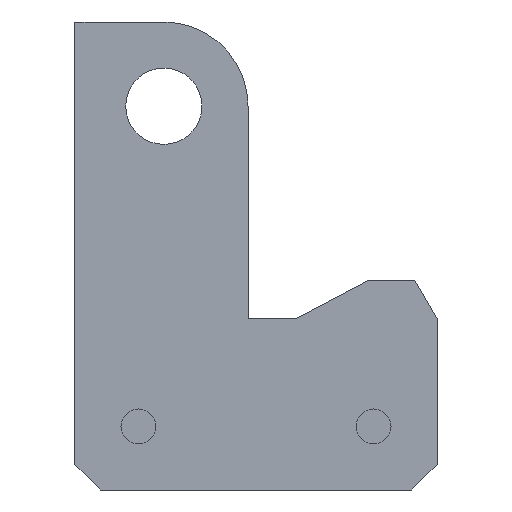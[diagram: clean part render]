
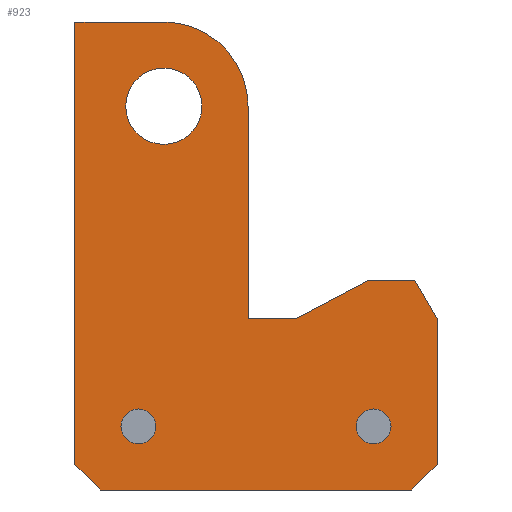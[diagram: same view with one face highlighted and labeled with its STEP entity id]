
A CAD part, front view. The second image highlights one B-rep face of the part: STEP entity #923.
In plain terms, the highlighted planar face has unit normal (0, -1, 0).
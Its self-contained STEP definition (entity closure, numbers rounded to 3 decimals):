
#15=FACE_BOUND('',#132,.T.);
#16=FACE_BOUND('',#133,.T.);
#17=FACE_BOUND('',#134,.T.);
#38=PLANE('',#995);
#83=FACE_OUTER_BOUND('',#131,.T.);
#131=EDGE_LOOP('',(#698,#699,#700,#701,#702,#703,#704,#705,#706,#707,#708,
#709));
#132=EDGE_LOOP('',(#710));
#133=EDGE_LOOP('',(#711,#712));
#134=EDGE_LOOP('',(#713,#714));
#201=LINE('',#1383,#298);
#209=LINE('',#1400,#306);
#214=LINE('',#1410,#311);
#222=LINE('',#1426,#319);
#223=LINE('',#1428,#320);
#224=LINE('',#1432,#321);
#225=LINE('',#1434,#322);
#226=LINE('',#1436,#323);
#227=LINE('',#1438,#324);
#228=LINE('',#1440,#325);
#229=LINE('',#1441,#326);
#298=VECTOR('',#1107,10.);
#306=VECTOR('',#1119,10.);
#311=VECTOR('',#1128,10.);
#319=VECTOR('',#1142,10.);
#320=VECTOR('',#1143,10.);
#321=VECTOR('',#1146,10.);
#322=VECTOR('',#1147,10.);
#323=VECTOR('',#1148,10.);
#324=VECTOR('',#1149,10.);
#325=VECTOR('',#1150,10.);
#326=VECTOR('',#1151,10.);
#386=CIRCLE('',#996,13.25);
#387=CIRCLE('',#997,6.);
#388=CIRCLE('',#998,2.75);
#389=CIRCLE('',#999,2.75);
#390=CIRCLE('',#1000,2.75);
#391=CIRCLE('',#1001,2.75);
#432=VERTEX_POINT('',#1379);
#434=VERTEX_POINT('',#1382);
#440=VERTEX_POINT('',#1397);
#441=VERTEX_POINT('',#1399);
#444=VERTEX_POINT('',#1409);
#450=VERTEX_POINT('',#1427);
#451=VERTEX_POINT('',#1429);
#452=VERTEX_POINT('',#1431);
#453=VERTEX_POINT('',#1433);
#454=VERTEX_POINT('',#1435);
#455=VERTEX_POINT('',#1437);
#456=VERTEX_POINT('',#1439);
#457=VERTEX_POINT('',#1442);
#458=VERTEX_POINT('',#1444);
#459=VERTEX_POINT('',#1445);
#460=VERTEX_POINT('',#1448);
#461=VERTEX_POINT('',#1449);
#528=EDGE_CURVE('',#434,#432,#201,.T.);
#536=EDGE_CURVE('',#441,#440,#209,.T.);
#541=EDGE_CURVE('',#444,#441,#214,.T.);
#550=EDGE_CURVE('',#444,#432,#222,.T.);
#551=EDGE_CURVE('',#450,#440,#223,.T.);
#552=EDGE_CURVE('',#450,#451,#386,.T.);
#553=EDGE_CURVE('',#452,#451,#224,.T.);
#554=EDGE_CURVE('',#452,#453,#225,.T.);
#555=EDGE_CURVE('',#454,#453,#226,.T.);
#556=EDGE_CURVE('',#454,#455,#227,.T.);
#557=EDGE_CURVE('',#456,#455,#228,.T.);
#558=EDGE_CURVE('',#456,#434,#229,.T.);
#559=EDGE_CURVE('',#457,#457,#387,.T.);
#560=EDGE_CURVE('',#458,#459,#388,.T.);
#561=EDGE_CURVE('',#459,#458,#389,.T.);
#562=EDGE_CURVE('',#460,#461,#390,.T.);
#563=EDGE_CURVE('',#461,#460,#391,.T.);
#698=ORIENTED_EDGE('',*,*,#528,.T.);
#699=ORIENTED_EDGE('',*,*,#550,.F.);
#700=ORIENTED_EDGE('',*,*,#541,.T.);
#701=ORIENTED_EDGE('',*,*,#536,.T.);
#702=ORIENTED_EDGE('',*,*,#551,.F.);
#703=ORIENTED_EDGE('',*,*,#552,.T.);
#704=ORIENTED_EDGE('',*,*,#553,.F.);
#705=ORIENTED_EDGE('',*,*,#554,.T.);
#706=ORIENTED_EDGE('',*,*,#555,.F.);
#707=ORIENTED_EDGE('',*,*,#556,.T.);
#708=ORIENTED_EDGE('',*,*,#557,.F.);
#709=ORIENTED_EDGE('',*,*,#558,.T.);
#710=ORIENTED_EDGE('',*,*,#559,.T.);
#711=ORIENTED_EDGE('',*,*,#560,.T.);
#712=ORIENTED_EDGE('',*,*,#561,.T.);
#713=ORIENTED_EDGE('',*,*,#562,.T.);
#714=ORIENTED_EDGE('',*,*,#563,.T.);
#923=ADVANCED_FACE('',(#83,#15,#16,#17),#38,.T.);
#995=AXIS2_PLACEMENT_3D('',#1425,#1140,#1141);
#996=AXIS2_PLACEMENT_3D('',#1430,#1144,#1145);
#997=AXIS2_PLACEMENT_3D('',#1443,#1152,#1153);
#998=AXIS2_PLACEMENT_3D('',#1446,#1154,#1155);
#999=AXIS2_PLACEMENT_3D('',#1447,#1156,#1157);
#1000=AXIS2_PLACEMENT_3D('',#1450,#1158,#1159);
#1001=AXIS2_PLACEMENT_3D('',#1451,#1160,#1161);
#1107=DIRECTION('',(-0.505,0.,0.863));
#1119=DIRECTION('',(-1.,0.,0.));
#1128=DIRECTION('',(-0.885,0.,-0.466));
#1140=DIRECTION('center_axis',(0.,-1.,0.));
#1141=DIRECTION('ref_axis',(0.,0.,-1.));
#1142=DIRECTION('',(1.,0.,0.));
#1143=DIRECTION('',(0.,0.,-1.));
#1144=DIRECTION('center_axis',(0.,-1.,0.));
#1145=DIRECTION('ref_axis',(1.,0.,0.));
#1146=DIRECTION('',(1.,0.,0.));
#1147=DIRECTION('',(0.,0.,-1.));
#1148=DIRECTION('',(-0.707,0.,0.707));
#1149=DIRECTION('',(1.,0.,0.));
#1150=DIRECTION('',(-0.707,0.,-0.707));
#1151=DIRECTION('',(0.,0.,1.));
#1152=DIRECTION('center_axis',(0.,1.,0.));
#1153=DIRECTION('ref_axis',(1.,0.,0.));
#1154=DIRECTION('center_axis',(0.,1.,0.));
#1155=DIRECTION('ref_axis',(0.,0.,-1.));
#1156=DIRECTION('center_axis',(0.,1.,0.));
#1157=DIRECTION('ref_axis',(0.,0.,-1.));
#1158=DIRECTION('center_axis',(0.,1.,0.));
#1159=DIRECTION('ref_axis',(0.,0.,-1.));
#1160=DIRECTION('center_axis',(0.,1.,0.));
#1161=DIRECTION('ref_axis',(0.,0.,-1.));
#1379=CARTESIAN_POINT('',(53.493,-14.,33.));
#1382=CARTESIAN_POINT('',(57.,-14.,27.));
#1383=CARTESIAN_POINT('',(39.581,-14.,56.802));
#1397=CARTESIAN_POINT('',(27.25,-14.,27.));
#1399=CARTESIAN_POINT('',(34.869,-14.,27.));
#1400=CARTESIAN_POINT('',(17.434,-14.,27.));
#1409=CARTESIAN_POINT('',(46.25,-14.,33.));
#1410=CARTESIAN_POINT('',(36.539,-14.,27.88));
#1425=CARTESIAN_POINT('Origin',(0.,-14.,73.65));
#1426=CARTESIAN_POINT('',(27.25,-14.,33.));
#1427=CARTESIAN_POINT('',(27.25,-14.,60.4));
#1428=CARTESIAN_POINT('',(27.25,-14.,73.65));
#1429=CARTESIAN_POINT('',(14.,-14.,73.65));
#1430=CARTESIAN_POINT('Origin',(14.,-14.,60.4));
#1431=CARTESIAN_POINT('',(0.,-14.,73.65));
#1432=CARTESIAN_POINT('',(0.,-14.,73.65));
#1433=CARTESIAN_POINT('',(0.,-14.,4.));
#1434=CARTESIAN_POINT('',(0.,-14.,73.65));
#1435=CARTESIAN_POINT('',(4.,-14.,0.));
#1436=CARTESIAN_POINT('',(-16.413,-14.,20.413));
#1437=CARTESIAN_POINT('',(53.,-14.,0.));
#1438=CARTESIAN_POINT('',(0.,-14.,0.));
#1439=CARTESIAN_POINT('',(57.,-14.,4.));
#1440=CARTESIAN_POINT('',(59.163,-14.,6.163));
#1441=CARTESIAN_POINT('',(57.,-14.,23.));
#1442=CARTESIAN_POINT('',(8.,-14.,60.4));
#1443=CARTESIAN_POINT('Origin',(14.,-14.,60.4));
#1444=CARTESIAN_POINT('',(10.,-14.,7.25));
#1445=CARTESIAN_POINT('',(10.,-14.,12.75));
#1446=CARTESIAN_POINT('Origin',(10.,-14.,10.));
#1447=CARTESIAN_POINT('Origin',(10.,-14.,10.));
#1448=CARTESIAN_POINT('',(47.,-14.,7.25));
#1449=CARTESIAN_POINT('',(47.,-14.,12.75));
#1450=CARTESIAN_POINT('Origin',(47.,-14.,10.));
#1451=CARTESIAN_POINT('Origin',(47.,-14.,10.));
